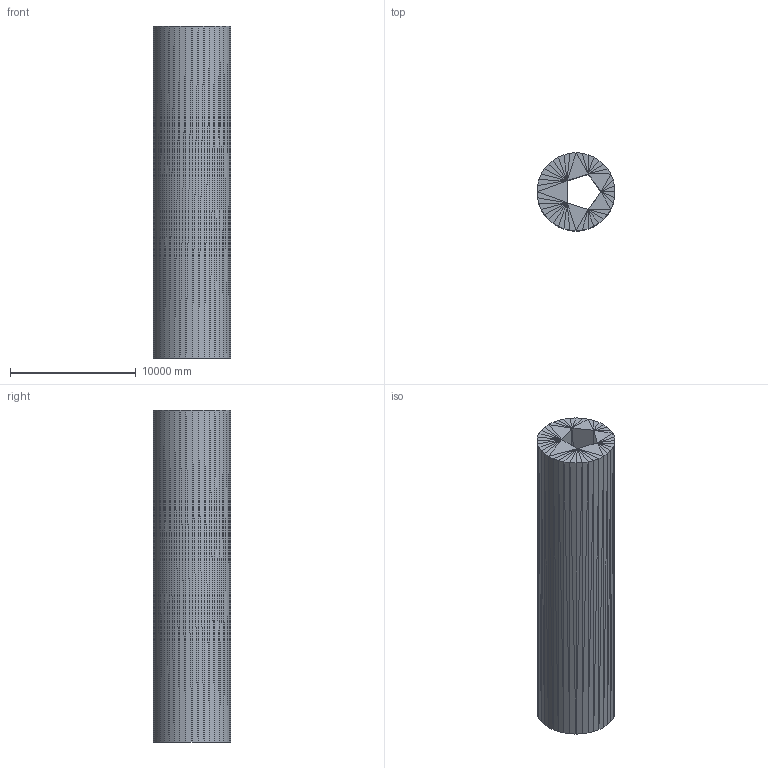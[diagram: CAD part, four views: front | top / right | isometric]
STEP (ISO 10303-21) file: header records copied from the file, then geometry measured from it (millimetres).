
FILE_DESCRIPTION(('Open CASCADE Model'),'2;1');
FILE_NAME('Open CASCADE Shape Model','2017-03-31T20:59:55',('Author'),( 'Open CASCADE'),'Open CASCADE STEP processor 7.0','Open CASCADE 7.0' ,'Unknown');
FILE_SCHEMA(('AUTOMOTIVE_DESIGN { 1 0 10303 214 1 1 1 1 }'));
Length unit declared in the file: metre
Products named in the file (1): Open CASCADE STEP translator 7.0 16
Bounding box: 6200 x 6200 x 26400 mm (x, y, z)
Surface area: 795883479.4 mm2 (no closed solid volume)
Topology: 0 solids, 1 shells, 180 faces, 270 edges, 90 vertices
Faces by surface type: plane 180
Entity records: 6768 total; most frequent: CARTESIAN_POINT 1351, DIRECTION 902, ORIENTED_EDGE 540, LINE 540, VECTOR 540, PCURVE 540, DEFINITIONAL_REPRESENTATION 540, EDGE_CURVE 270
